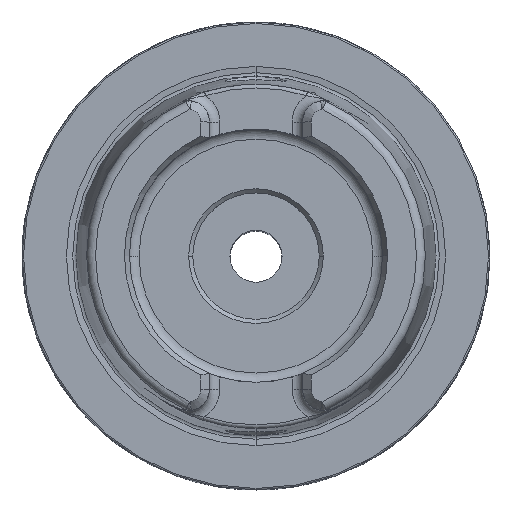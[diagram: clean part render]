
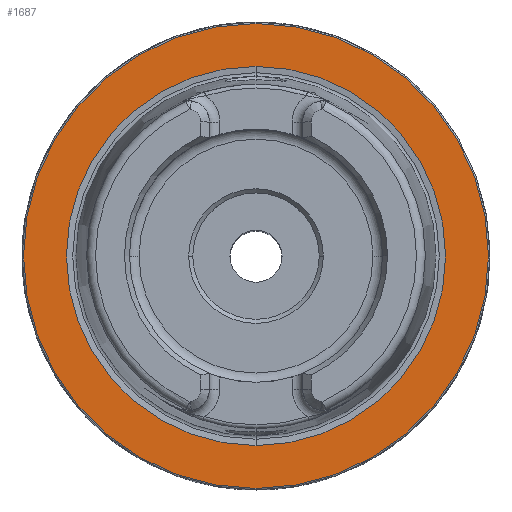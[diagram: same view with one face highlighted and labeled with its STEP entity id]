
A CAD part, top view. The second image highlights one B-rep face of the part: STEP entity #1687.
In plain terms, the highlighted planar face has unit normal (0, 0, 1).
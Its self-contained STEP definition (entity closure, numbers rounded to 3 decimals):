
#776 = FACE_OUTER_BOUND ( 'NONE', #5133, .T. ) ;
#1037 = ORIENTED_EDGE ( 'NONE', *, *, #8959, .T. ) ;
#1145 = CIRCLE ( 'NONE', #5528, 25.5 ) ;
#1598 = VERTEX_POINT ( 'NONE', #8269 ) ;
#1687 = ADVANCED_FACE ( 'NONE', ( #776, #7966 ), #9079, .T. ) ;
#1749 = CARTESIAN_POINT ( 'NONE',  ( 0., -25.5, 0. ) ) ;
#1898 = EDGE_CURVE ( 'NONE', #2330, #1598, #5657, .T. ) ;
#2330 = VERTEX_POINT ( 'NONE', #5314 ) ;
#2905 = CIRCLE ( 'NONE', #8869, 31.27 ) ;
#3675 = CARTESIAN_POINT ( 'NONE',  ( 0., 0., 0. ) ) ;
#4022 = ORIENTED_EDGE ( 'NONE', *, *, #1898, .T. ) ;
#4128 = DIRECTION ( 'NONE',  ( 0., -1., 0. ) ) ;
#4172 = ORIENTED_EDGE ( 'NONE', *, *, #7560, .T. ) ;
#4616 = DIRECTION ( 'NONE',  ( 0., -1., 0. ) ) ;
#4618 = VERTEX_POINT ( 'NONE', #1749 ) ;
#4919 = VERTEX_POINT ( 'NONE', #8852 ) ;
#5085 = CARTESIAN_POINT ( 'NONE',  ( 0., 0., 0. ) ) ;
#5133 = EDGE_LOOP ( 'NONE', ( #4022, #10106 ) ) ;
#5184 = DIRECTION ( 'NONE',  ( 0., 0., -1. ) ) ;
#5194 = DIRECTION ( 'NONE',  ( 0., 0., -1. ) ) ;
#5241 = DIRECTION ( 'NONE',  ( 0., -1., 0. ) ) ;
#5279 = DIRECTION ( 'NONE',  ( 0., 0., 1. ) ) ;
#5314 = CARTESIAN_POINT ( 'NONE',  ( 0., -31.27, 0. ) ) ;
#5528 = AXIS2_PLACEMENT_3D ( 'NONE', #10768, #5184, #11721 ) ;
#5558 = AXIS2_PLACEMENT_3D ( 'NONE', #5085, #6184, #4128 ) ;
#5657 = CIRCLE ( 'NONE', #5558, 31.27 ) ;
#6184 = DIRECTION ( 'NONE',  ( 0., 0., 1. ) ) ;
#6388 = CARTESIAN_POINT ( 'NONE',  ( 0., 31.47, 0. ) ) ;
#7105 = EDGE_CURVE ( 'NONE', #1598, #2330, #2905, .T. ) ;
#7221 = EDGE_LOOP ( 'NONE', ( #1037, #4172 ) ) ;
#7560 = EDGE_CURVE ( 'NONE', #4919, #4618, #1145, .T. ) ;
#7966 = FACE_BOUND ( 'NONE', #7221, .T. ) ;
#8269 = CARTESIAN_POINT ( 'NONE',  ( 0., 31.27, 0. ) ) ;
#8278 = AXIS2_PLACEMENT_3D ( 'NONE', #6388, #5279, #5241 ) ;
#8852 = CARTESIAN_POINT ( 'NONE',  ( 0., 25.5, 0. ) ) ;
#8869 = AXIS2_PLACEMENT_3D ( 'NONE', #3675, #10161, #4616 ) ;
#8959 = EDGE_CURVE ( 'NONE', #4618, #4919, #9342, .T. ) ;
#9079 = PLANE ( 'NONE',  #8278 ) ;
#9342 = CIRCLE ( 'NONE', #9607, 25.5 ) ;
#9607 = AXIS2_PLACEMENT_3D ( 'NONE', #10776, #5194, #11729 ) ;
#10106 = ORIENTED_EDGE ( 'NONE', *, *, #7105, .T. ) ;
#10161 = DIRECTION ( 'NONE',  ( 0., 0., 1. ) ) ;
#10768 = CARTESIAN_POINT ( 'NONE',  ( 0., 0., 0. ) ) ;
#10776 = CARTESIAN_POINT ( 'NONE',  ( 0., 0., 0. ) ) ;
#11721 = DIRECTION ( 'NONE',  ( 0., 1., 0. ) ) ;
#11729 = DIRECTION ( 'NONE',  ( 0., 1., 0. ) ) ;
